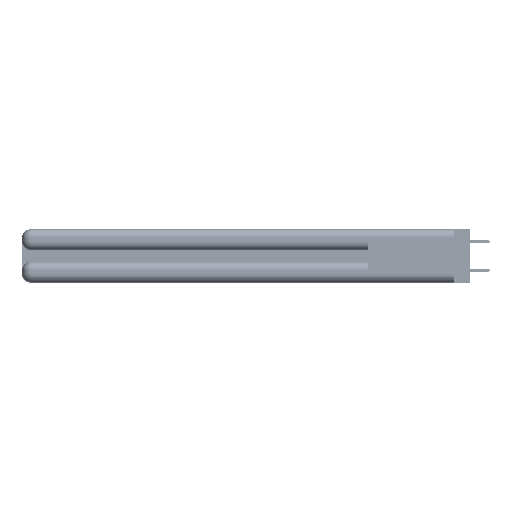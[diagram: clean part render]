
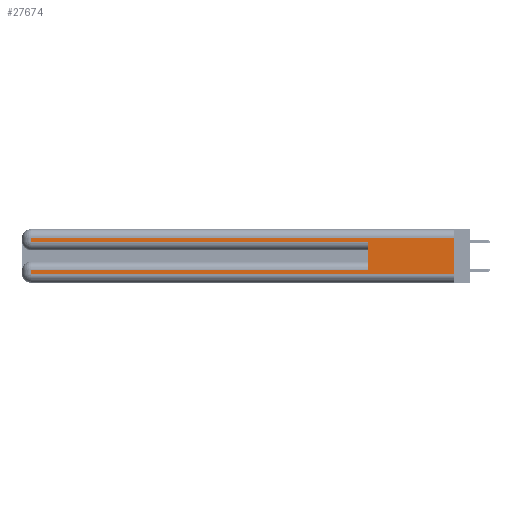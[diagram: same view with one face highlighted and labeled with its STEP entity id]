
A CAD part, left-side view. The second image highlights one B-rep face of the part: STEP entity #27674.
In plain terms, the highlighted planar face has unit normal (-1, 0, 0).
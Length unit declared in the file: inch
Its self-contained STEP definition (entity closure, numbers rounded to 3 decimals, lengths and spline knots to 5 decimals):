
#226 = EDGE_CURVE ( 'NONE', #15234, #11745, #6347, .T. ) ;
#660 = CARTESIAN_POINT ( 'NONE',  ( 0., 2.94, 0.37 ) ) ;
#2029 = DIRECTION ( 'NONE',  ( 0., -1., 0. ) ) ;
#2531 = DIRECTION ( 'NONE',  ( 1., 0., 0. ) ) ;
#3217 = CARTESIAN_POINT ( 'NONE',  ( 0., 2.94, 0.31 ) ) ;
#3808 = VECTOR ( 'NONE', #45428, 39.37008 ) ;
#4695 = ORIENTED_EDGE ( 'NONE', *, *, #35650, .F. ) ;
#4899 = DIRECTION ( 'NONE',  ( 0., 0., -1. ) ) ;
#6347 = LINE ( 'NONE', #18133, #38211 ) ;
#6500 = CARTESIAN_POINT ( 'NONE',  ( 0., 0.6, 0.145 ) ) ;
#7041 = VECTOR ( 'NONE', #36998, 39.37008 ) ;
#7538 = VERTEX_POINT ( 'NONE', #40050 ) ;
#8095 = CARTESIAN_POINT ( 'NONE',  ( 0., 2.94, 0.285 ) ) ;
#8604 = ORIENTED_EDGE ( 'NONE', *, *, #49931, .T. ) ;
#9407 = CARTESIAN_POINT ( 'NONE',  ( 0., 2.94, 0.06 ) ) ;
#10675 = DIRECTION ( 'NONE',  ( 0., 0., 1. ) ) ;
#11745 = VERTEX_POINT ( 'NONE', #12942 ) ;
#11897 = ORIENTED_EDGE ( 'NONE', *, *, #34237, .T. ) ;
#12942 = CARTESIAN_POINT ( 'NONE',  ( 0., 2.94, 0.085 ) ) ;
#13391 = EDGE_LOOP ( 'NONE', ( #4695, #8604, #11897, #45046, #19110, #41187, #35345, #37345 ) ) ;
#13640 = FACE_OUTER_BOUND ( 'NONE', #13391, .T. ) ;
#14106 = VECTOR ( 'NONE', #29137, 39.37008 ) ;
#14576 = CARTESIAN_POINT ( 'NONE',  ( 0., 0.6, 0.285 ) ) ;
#15234 = VERTEX_POINT ( 'NONE', #53376 ) ;
#17239 = VERTEX_POINT ( 'NONE', #9407 ) ;
#18133 = CARTESIAN_POINT ( 'NONE',  ( 0., 0., 0.085 ) ) ;
#18768 = VERTEX_POINT ( 'NONE', #3217 ) ;
#19086 = EDGE_CURVE ( 'NONE', #17239, #7538, #26821, .T. ) ;
#19110 = ORIENTED_EDGE ( 'NONE', *, *, #24360, .F. ) ;
#20768 = CARTESIAN_POINT ( 'NONE',  ( 0., 2.94, 0.37 ) ) ;
#21582 = LINE ( 'NONE', #660, #53418 ) ;
#23027 = CARTESIAN_POINT ( 'NONE',  ( 0., 0., 0.285 ) ) ;
#24360 = EDGE_CURVE ( 'NONE', #15234, #26998, #48285, .T. ) ;
#25196 = LINE ( 'NONE', #20768, #14106 ) ;
#25510 = VECTOR ( 'NONE', #38465, 39.37008 ) ;
#26821 = LINE ( 'NONE', #29945, #25510 ) ;
#26998 = VERTEX_POINT ( 'NONE', #14576 ) ;
#27292 = LINE ( 'NONE', #41241, #3808 ) ;
#27674 = ADVANCED_FACE ( 'NONE', ( #13640 ), #52393, .F. ) ;
#29137 = DIRECTION ( 'NONE',  ( 0., 0., -1. ) ) ;
#29202 = LINE ( 'NONE', #32818, #7041 ) ;
#29945 = CARTESIAN_POINT ( 'NONE',  ( 0., 0., 0.06 ) ) ;
#31500 = VERTEX_POINT ( 'NONE', #8095 ) ;
#31667 = DIRECTION ( 'NONE',  ( 0., 0., -1. ) ) ;
#32818 = CARTESIAN_POINT ( 'NONE',  ( 0., 0., 0.31 ) ) ;
#33317 = CARTESIAN_POINT ( 'NONE',  ( 0., 0., 0.31 ) ) ;
#33439 = AXIS2_PLACEMENT_3D ( 'NONE', #35647, #2531, #31667 ) ;
#34237 = EDGE_CURVE ( 'NONE', #18768, #31500, #21582, .T. ) ;
#35345 = ORIENTED_EDGE ( 'NONE', *, *, #37556, .T. ) ;
#35647 = CARTESIAN_POINT ( 'NONE',  ( 0., 0., 0.37 ) ) ;
#35650 = EDGE_CURVE ( 'NONE', #48245, #7538, #27292, .T. ) ;
#36932 = LINE ( 'NONE', #23027, #46682 ) ;
#36998 = DIRECTION ( 'NONE',  ( 0., 1., 0. ) ) ;
#37345 = ORIENTED_EDGE ( 'NONE', *, *, #19086, .T. ) ;
#37556 = EDGE_CURVE ( 'NONE', #11745, #17239, #25196, .T. ) ;
#38211 = VECTOR ( 'NONE', #47199, 39.37008 ) ;
#38465 = DIRECTION ( 'NONE',  ( 0., -1., 0. ) ) ;
#38531 = VECTOR ( 'NONE', #10675, 39.37008 ) ;
#40050 = CARTESIAN_POINT ( 'NONE',  ( 0., 0., 0.06 ) ) ;
#41187 = ORIENTED_EDGE ( 'NONE', *, *, #226, .T. ) ;
#41241 = CARTESIAN_POINT ( 'NONE',  ( 0., 0., 0.37 ) ) ;
#45046 = ORIENTED_EDGE ( 'NONE', *, *, #50239, .T. ) ;
#45428 = DIRECTION ( 'NONE',  ( 0., 0., -1. ) ) ;
#46682 = VECTOR ( 'NONE', #2029, 39.37008 ) ;
#47199 = DIRECTION ( 'NONE',  ( 0., 1., 0. ) ) ;
#48245 = VERTEX_POINT ( 'NONE', #33317 ) ;
#48285 = LINE ( 'NONE', #6500, #38531 ) ;
#49931 = EDGE_CURVE ( 'NONE', #48245, #18768, #29202, .T. ) ;
#50239 = EDGE_CURVE ( 'NONE', #31500, #26998, #36932, .T. ) ;
#52393 = PLANE ( 'NONE',  #33439 ) ;
#53376 = CARTESIAN_POINT ( 'NONE',  ( 0., 0.6, 0.085 ) ) ;
#53418 = VECTOR ( 'NONE', #4899, 39.37008 ) ;
